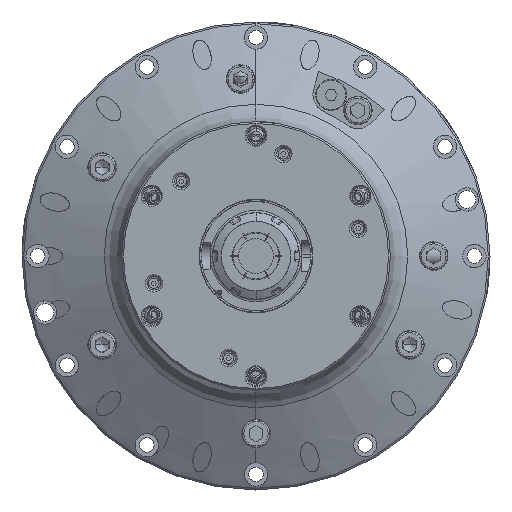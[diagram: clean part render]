
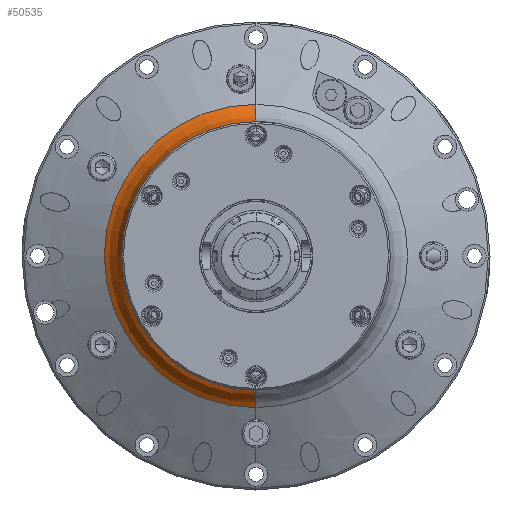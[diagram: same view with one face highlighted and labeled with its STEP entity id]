
A CAD part, left-side view. The second image highlights one B-rep face of the part: STEP entity #50535.
In plain terms, the highlighted toroidal (fillet/blend) face has major radius 97.5 mm and minor radius 20 mm.
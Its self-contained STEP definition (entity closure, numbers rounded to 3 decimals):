
#3540 = VERTEX_POINT ( 'NONE', #66740 ) ;
#4729 = VERTEX_POINT ( 'NONE', #22726 ) ;
#5339 = VERTEX_POINT ( 'NONE', #70154 ) ;
#5625 = AXIS2_PLACEMENT_3D ( 'NONE', #28449, #28438, #28384 ) ;
#5711 = VERTEX_POINT ( 'NONE', #26457 ) ;
#6565 = DIRECTION ( 'NONE',  ( 0., 0., -1. ) ) ;
#6800 = DIRECTION ( 'NONE',  ( 1., 0., 0. ) ) ;
#7012 = CARTESIAN_POINT ( 'NONE',  ( -389.2, 0., 0. ) ) ;
#9545 = ORIENTED_EDGE ( 'NONE', *, *, #32954, .T. ) ;
#14326 = AXIS2_PLACEMENT_3D ( 'NONE', #46924, #47401, #46906 ) ;
#18189 = DIRECTION ( 'NONE',  ( 0., 0., 1. ) ) ;
#18734 = CARTESIAN_POINT ( 'NONE',  ( -389.2, 0., 97.5 ) ) ;
#18886 = DIRECTION ( 'NONE',  ( 0., 1., 0. ) ) ;
#21284 = TOROIDAL_SURFACE ( 'NONE', #14326, 97.5, 20. ) ;
#21445 = FACE_OUTER_BOUND ( 'NONE', #58896, .T. ) ;
#22726 = CARTESIAN_POINT ( 'NONE',  ( -389.2, 0., -77.5 ) ) ;
#26457 = CARTESIAN_POINT ( 'NONE',  ( -371.879, 0., 87.5 ) ) ;
#28384 = DIRECTION ( 'NONE',  ( 0., 0., -1. ) ) ;
#28438 = DIRECTION ( 'NONE',  ( 1., 0., 0. ) ) ;
#28449 = CARTESIAN_POINT ( 'NONE',  ( -371.879, 0., 0. ) ) ;
#32106 = EDGE_CURVE ( 'NONE', #4729, #5339, #47910, .T. ) ;
#32762 = EDGE_CURVE ( 'NONE', #5711, #5339, #40074, .T. ) ;
#32954 = EDGE_CURVE ( 'NONE', #3540, #4729, #37861, .T. ) ;
#37345 = EDGE_CURVE ( 'NONE', #3540, #5711, #48132, .T. ) ;
#37861 = CIRCLE ( 'NONE', #38553, 20. ) ;
#38553 = AXIS2_PLACEMENT_3D ( 'NONE', #70765, #70691, #70588 ) ;
#40074 = CIRCLE ( 'NONE', #40362, 20. ) ;
#40362 = AXIS2_PLACEMENT_3D ( 'NONE', #18734, #18886, #18189 ) ;
#42596 = ORIENTED_EDGE ( 'NONE', *, *, #37345, .F. ) ;
#44855 = AXIS2_PLACEMENT_3D ( 'NONE', #7012, #6800, #6565 ) ;
#46906 = DIRECTION ( 'NONE',  ( 0., 0., -1. ) ) ;
#46924 = CARTESIAN_POINT ( 'NONE',  ( -389.2, 0., 0. ) ) ;
#47401 = DIRECTION ( 'NONE',  ( 1., 0., 0. ) ) ;
#47910 = CIRCLE ( 'NONE', #44855, 77.5 ) ;
#48132 = CIRCLE ( 'NONE', #5625, 87.5 ) ;
#50535 = ADVANCED_FACE ( 'NONE', ( #21445 ), #21284, .F. ) ;
#58896 = EDGE_LOOP ( 'NONE', ( #61212, #42596, #9545, #63301 ) ) ;
#61212 = ORIENTED_EDGE ( 'NONE', *, *, #32762, .F. ) ;
#63301 = ORIENTED_EDGE ( 'NONE', *, *, #32106, .T. ) ;
#66740 = CARTESIAN_POINT ( 'NONE',  ( -371.879, 0., -87.5 ) ) ;
#70154 = CARTESIAN_POINT ( 'NONE',  ( -389.2, 0., 77.5 ) ) ;
#70588 = DIRECTION ( 'NONE',  ( 0., 0., -1. ) ) ;
#70691 = DIRECTION ( 'NONE',  ( 0., -1., 0. ) ) ;
#70765 = CARTESIAN_POINT ( 'NONE',  ( -389.2, 0., -97.5 ) ) ;
